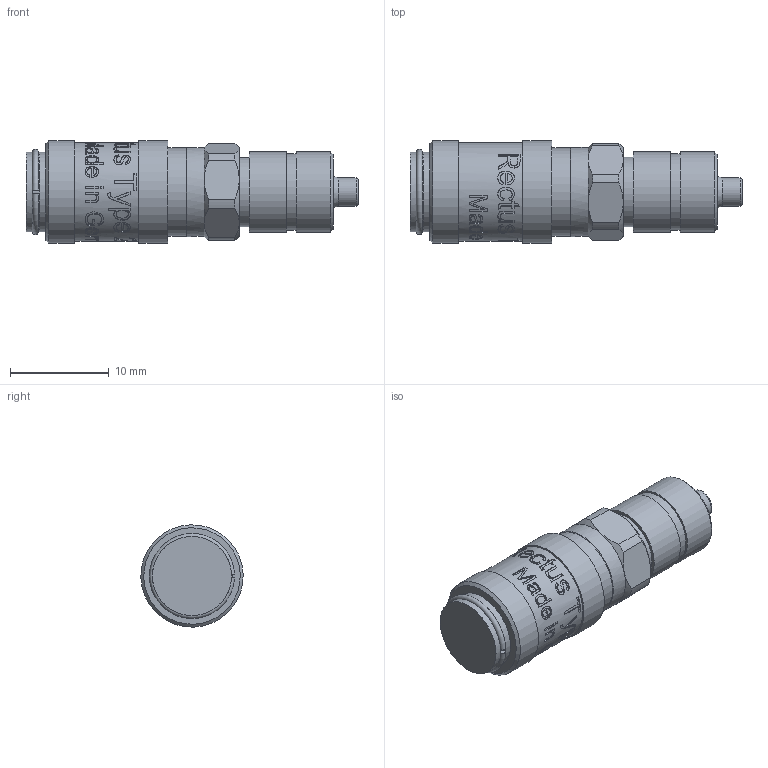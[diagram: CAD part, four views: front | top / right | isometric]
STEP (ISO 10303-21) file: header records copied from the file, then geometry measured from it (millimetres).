
FILE_DESCRIPTION((''),'2;1');
FILE_NAME('20kako05mpn.stp','2013-11-20T14:09:27',('IA176480'),(''),'Autodesk Inventor 2013','Autodesk Inventor 2013','');
FILE_SCHEMA(('AUTOMOTIVE_DESIGN { 1 0 10303 214 1 1 1 1 }'));
Length unit declared in the file: millimetre
Products named in the file (1): D108538
Bounding box: 33.55 x 10.34 x 10.34 mm (x, y, z)
Volume: 1815.5 mm3; surface area: 2509.6 mm2
Topology: 2 solids, 6 shells, 484 faces, 1233 edges, 810 vertices
Faces by surface type: bspline 200, plane 165, cylinder 78, cone 34, torus 7
Full cylindrical faces by diameter (mm): 2.85 x1, 3.5 x1, 5.25 x1, 6.2 x1, 6.295 x2, 6.3 x1, 6.45 x1, 6.5 x1, 6.8 x1, 7 x2, 7.3 x1, 7.4 x1, 7.46 x1, 7.7 x1, 7.8 x2, 8 x3, 8.1 x3, 8.15 x2, 8.9 x1, 9 x1, 9.15 x1, 9.2 x1, 10 x1, 10.35 x2
Entity records: 64083 total; most frequent: CARTESIAN_POINT 53716, ORIENTED_EDGE 2318, DIRECTION 1351, EDGE_CURVE 1159, VERTEX_POINT 795, EDGE_LOOP 604, B_SPLINE_CURVE_WITH_KNOTS 539, FACE_OUTER_BOUND 484
